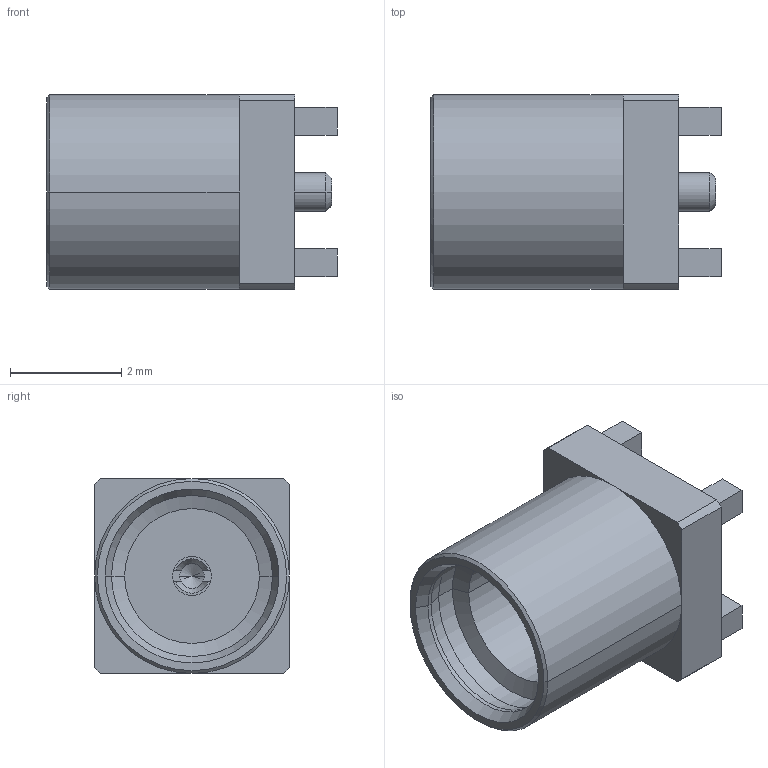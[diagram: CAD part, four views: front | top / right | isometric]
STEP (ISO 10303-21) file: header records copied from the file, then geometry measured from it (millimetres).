
FILE_DESCRIPTION((''),'2;1');
FILE_NAME('MMCX6251N3-003-3GT30G_SW0001','2020-05-06T',('Lokesh'),(''),'CREO PARAMETRIC BY PTC INC, 2018360','CREO PARAMETRIC BY PTC INC, 2018360','');
FILE_SCHEMA(('CONFIG_CONTROL_DESIGN'));
Length unit declared in the file: millimetre
Products named in the file (1): MMCX6251N3-003-3GT30G_SW0001
Bounding box: 5.21 x 3.5 x 3.5 mm (x, y, z)
Volume: 32.3 mm3; surface area: 108.1 mm2
Topology: 1 solids, 1 shells, 74 faces, 172 edges, 105 vertices
Faces by surface type: plane 40, cylinder 20, cone 14
Entity records: 2118 total; most frequent: CARTESIAN_POINT 369, DIRECTION 368, ORIENTED_EDGE 340, EDGE_CURVE 170, AXIS2_PLACEMENT_3D 128, VECTOR 112, LINE 112, VERTEX_POINT 105
